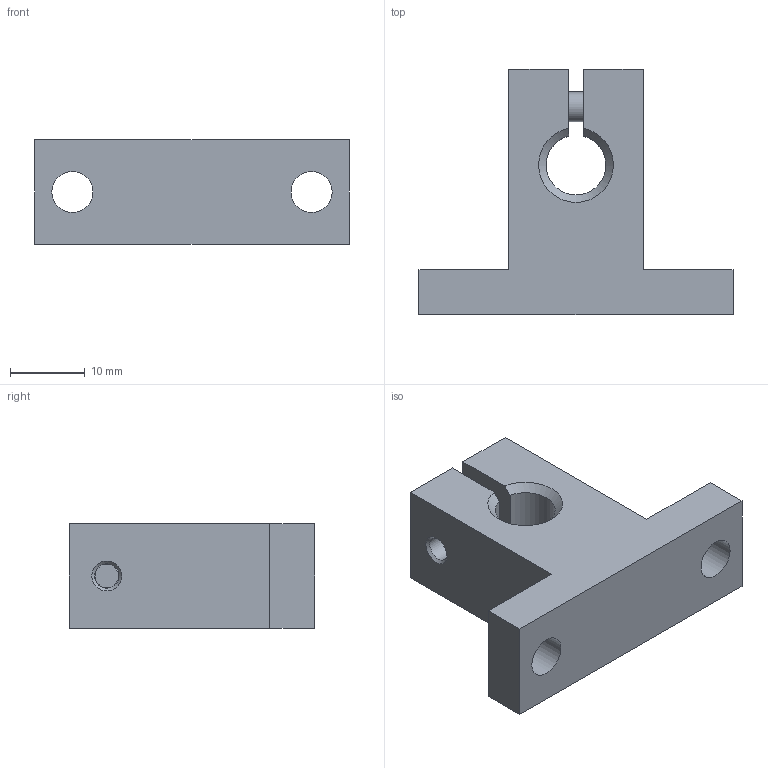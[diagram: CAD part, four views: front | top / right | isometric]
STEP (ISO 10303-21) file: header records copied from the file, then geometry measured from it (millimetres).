
FILE_DESCRIPTION( ( 'STEP AP203' ), '1' );
FILE_NAME( 'SHASS8_2_03.stp', ' ', ( ' ' ), ( ' ' ), 'PSStep 15.0.47', 'PARTsolutions', ' ' );
FILE_SCHEMA( ( 'CONFIG_CONTROL_DESIGN' ) );
Length unit declared in the file: millimetre
Products named in the file (3): SHASS8; _SHASS8_b; _BOLT4-10
Assembly tree (2 placements, depth 2):
  SHASS8
    _SHASS8_b
    _BOLT4-10
Bounding box: 42 x 32.8 x 14 mm (x, y, z)
Volume: 8930.8 mm3; surface area: 4553.1 mm2
Topology: 2 solids, 2 shells, 44 faces, 103 edges, 65 vertices
Faces by surface type: plane 29, cylinder 8, cone 7
Full cylindrical faces by diameter (mm): 3.242 x1, 4 x1, 4.5 x1, 5.5 x2, 7 x1, 8 x1
Entity records: 1310 total; most frequent: CARTESIAN_POINT 214, DIRECTION 208, ORIENTED_EDGE 180, EDGE_CURVE 90, AXIS2_PLACEMENT_3D 75, EDGE_LOOP 66, VERTEX_POINT 65, LINE 58
